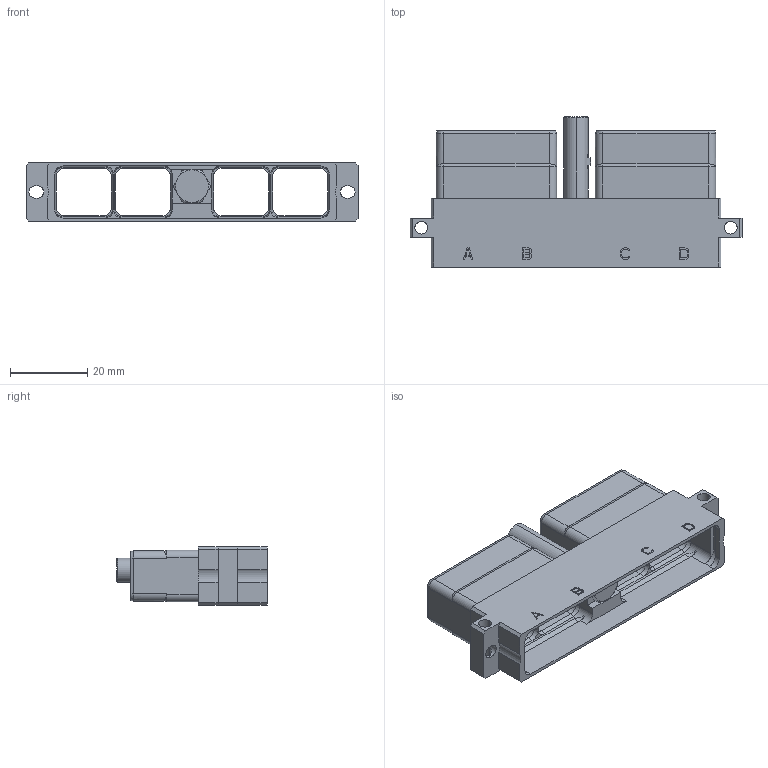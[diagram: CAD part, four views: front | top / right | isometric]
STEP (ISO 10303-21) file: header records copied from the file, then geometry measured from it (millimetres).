
FILE_DESCRIPTION((''),'2;1');
FILE_NAME('SIM3N82NGG','2020-09-02T',('presta_be4'),(''),'CREO PARAMETRIC BY PTC INC, 2018360','CREO PARAMETRIC BY PTC INC, 2018360','');
FILE_SCHEMA(('CONFIG_CONTROL_DESIGN'));
Length unit declared in the file: millimetre
Products named in the file (1): SIM3N82NGG
Bounding box: 85.83 x 38.88 x 15.11 mm (x, y, z)
Volume: 8273.5 mm3; surface area: 16064.9 mm2
Topology: 1 solids, 1 shells, 765 faces, 2090 edges, 1340 vertices
Faces by surface type: plane 555, cylinder 128, cone 76, torus 6
Entity records: 24678 total; most frequent: CARTESIAN_POINT 5223, ORIENTED_EDGE 4176, DIRECTION 3829, EDGE_CURVE 2088, VECTOR 1671, LINE 1671, VERTEX_POINT 1340, AXIS2_PLACEMENT_3D 1079
